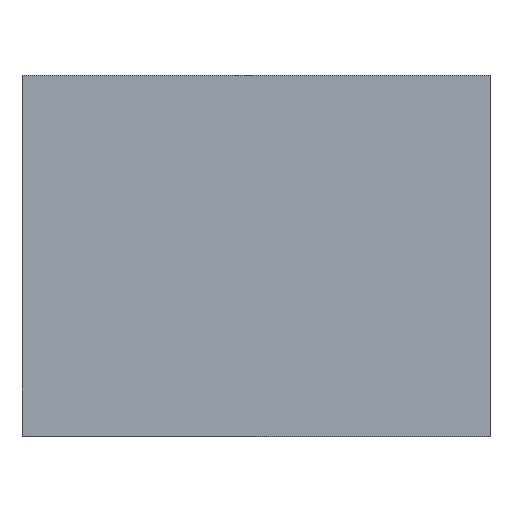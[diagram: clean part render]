
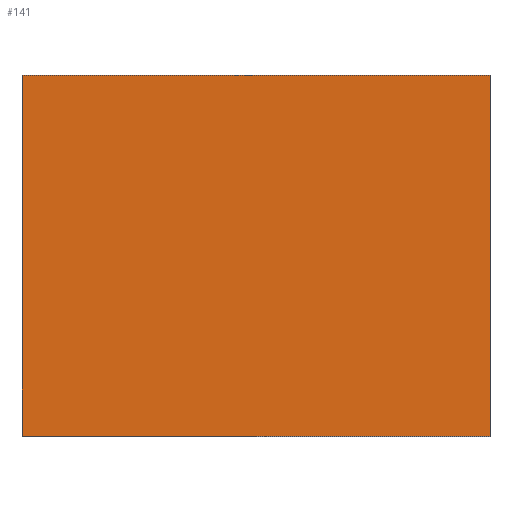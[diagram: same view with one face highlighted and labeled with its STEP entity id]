
A CAD part, top view. The second image highlights one B-rep face of the part: STEP entity #141.
In plain terms, the highlighted planar face has unit normal (0, 0, 1).
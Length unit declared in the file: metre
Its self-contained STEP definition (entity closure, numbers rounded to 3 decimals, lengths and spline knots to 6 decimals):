
#14=LINE('',#236,#26);
#18=LINE('',#244,#30);
#21=LINE('',#250,#33);
#23=LINE('',#255,#35);
#26=VECTOR('',#180,1.);
#30=VECTOR('',#186,1.);
#33=VECTOR('',#191,1.);
#35=VECTOR('',#197,1.);
#40=PLANE('',#165);
#65=ORIENTED_EDGE('',*,*,#80,.F.);
#66=ORIENTED_EDGE('',*,*,#84,.T.);
#67=ORIENTED_EDGE('',*,*,#87,.T.);
#68=ORIENTED_EDGE('',*,*,#90,.F.);
#80=EDGE_CURVE('',#96,#97,#14,.T.);
#84=EDGE_CURVE('',#96,#99,#18,.T.);
#87=EDGE_CURVE('',#99,#101,#21,.T.);
#90=EDGE_CURVE('',#97,#101,#23,.T.);
#96=VERTEX_POINT('',#235);
#97=VERTEX_POINT('',#237);
#99=VERTEX_POINT('',#243);
#101=VERTEX_POINT('',#249);
#116=EDGE_LOOP('',(#65,#66,#67,#68));
#130=FACE_BOUND('',#116,.T.);
#141=ADVANCED_FACE('',(#130),#40,.T.);
#165=AXIS2_PLACEMENT_3D('',#256,#198,#199);
#180=DIRECTION('',(1.,0.,0.));
#186=DIRECTION('',(0.,-1.,0.));
#191=DIRECTION('',(1.,0.,0.));
#197=DIRECTION('',(0.,-1.,0.));
#198=DIRECTION('',(0.,0.,1.));
#199=DIRECTION('',(1.,0.,0.));
#235=CARTESIAN_POINT('',(0.,0.,0.007874));
#236=CARTESIAN_POINT('',(0.007112,0.,0.007874));
#237=CARTESIAN_POINT('',(0.014224,0.,0.007874));
#243=CARTESIAN_POINT('',(0.,-0.01096,0.007874));
#244=CARTESIAN_POINT('',(0.,-0.00548,0.007874));
#249=CARTESIAN_POINT('',(0.014224,-0.01096,0.007874));
#250=CARTESIAN_POINT('',(0.007112,-0.01096,0.007874));
#255=CARTESIAN_POINT('',(0.014224,-0.00548,0.007874));
#256=CARTESIAN_POINT('',(0.007112,-0.00548,0.007874));
